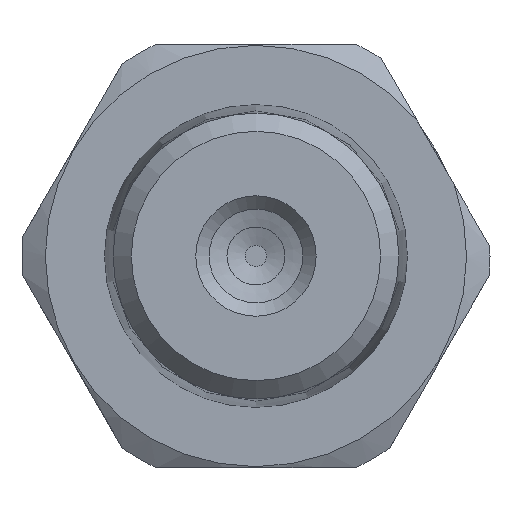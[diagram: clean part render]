
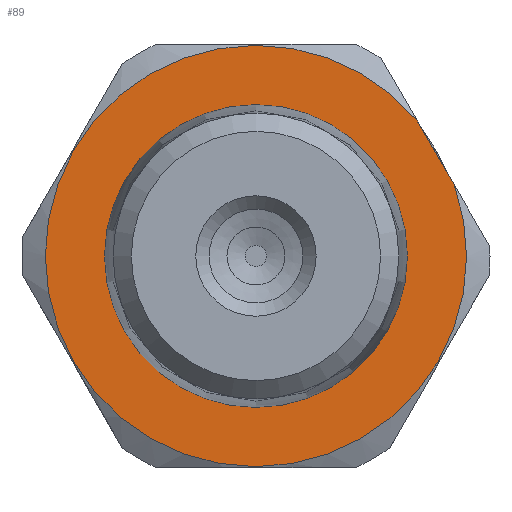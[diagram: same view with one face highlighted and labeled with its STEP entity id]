
A CAD part, front view. The second image highlights one B-rep face of the part: STEP entity #89.
In plain terms, the highlighted planar face has unit normal (0, -1, 0).
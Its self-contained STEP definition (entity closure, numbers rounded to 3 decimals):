
#89 = ADVANCED_FACE( '', ( #154, #155 ), #156, .F. );
#154 = FACE_BOUND( '', #278, .T. );
#155 = FACE_OUTER_BOUND( '', #279, .T. );
#156 = PLANE( '', #280 );
#278 = EDGE_LOOP( '', ( #497 ) );
#279 = EDGE_LOOP( '', ( #498, #499 ) );
#280 = AXIS2_PLACEMENT_3D( '', #500, #501, #502 );
#497 = ORIENTED_EDGE( '', *, *, #747, .F. );
#498 = ORIENTED_EDGE( '', *, *, #749, .T. );
#499 = ORIENTED_EDGE( '', *, *, #699, .T. );
#500 = CARTESIAN_POINT( '', ( 9.45, 13., 0. ) );
#501 = DIRECTION( '', ( 0., 1., 0. ) );
#502 = DIRECTION( '', ( 0., 0., 1. ) );
#699 = EDGE_CURVE( '', #793, #791, #794, .T. );
#747 = EDGE_CURVE( '', #874, #874, #875, .T. );
#749 = EDGE_CURVE( '', #791, #793, #877, .T. );
#791 = VERTEX_POINT( '', #952 );
#793 = VERTEX_POINT( '', #955 );
#794 = LINE( '', #956, #957 );
#874 = VERTEX_POINT( '', #1159 );
#875 = CIRCLE( '', #1160, 6.792 );
#877 = CIRCLE( '', #1163, 9.45 );
#952 = CARTESIAN_POINT( '', ( 7.216, 13., 6.102 ) );
#955 = CARTESIAN_POINT( '', ( 8.893, 13., 3.198 ) );
#956 = CARTESIAN_POINT( '', ( 10.417, 13., 0.558 ) );
#957 = VECTOR( '', #1221, 1000. );
#1159 = CARTESIAN_POINT( '', ( 0., 13., -6.792 ) );
#1160 = AXIS2_PLACEMENT_3D( '', #1291, #1292, #1293 );
#1163 = AXIS2_PLACEMENT_3D( '', #1295, #1296, #1297 );
#1221 = DIRECTION( '', ( -0.5, 0., 0.866 ) );
#1291 = CARTESIAN_POINT( '', ( 0., 13., 0. ) );
#1292 = DIRECTION( '', ( 0., -1., 0. ) );
#1293 = DIRECTION( '', ( 0., 0., -1. ) );
#1295 = CARTESIAN_POINT( '', ( 0., 13., 0. ) );
#1296 = DIRECTION( '', ( 0., -1., 0. ) );
#1297 = DIRECTION( '', ( 0., 0., -1. ) );
